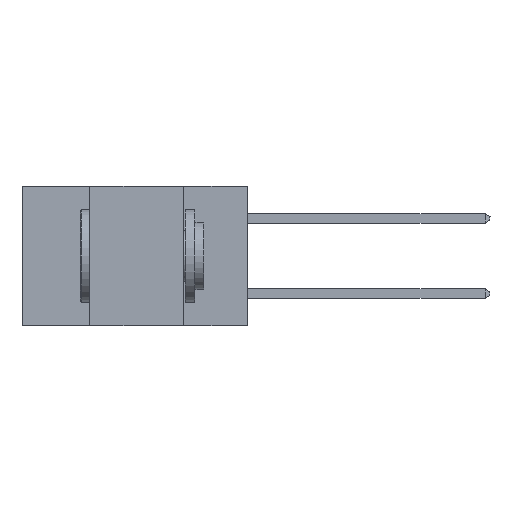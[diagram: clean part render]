
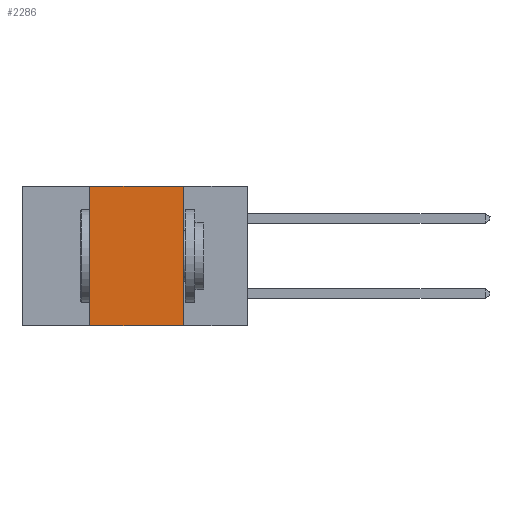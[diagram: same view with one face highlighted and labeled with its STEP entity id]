
A CAD part, left-side view. The second image highlights one B-rep face of the part: STEP entity #2286.
In plain terms, the highlighted planar face has unit normal (-1, 0, 0).
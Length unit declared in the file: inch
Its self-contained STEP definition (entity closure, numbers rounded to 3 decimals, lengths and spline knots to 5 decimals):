
#223 = LINE ( 'NONE', #4394, #16298 ) ;
#465 = ORIENTED_EDGE ( 'NONE', *, *, #13986, .F. ) ;
#492 = VECTOR ( 'NONE', #3961, 39.37008 ) ;
#1349 = CARTESIAN_POINT ( 'NONE',  ( 0., 0.42, -0.37 ) ) ;
#2286 = ADVANCED_FACE ( 'NONE', ( #7904 ), #3704, .F. ) ;
#2550 = CARTESIAN_POINT ( 'NONE',  ( 0., 0.6, 0. ) ) ;
#3337 = VERTEX_POINT ( 'NONE', #1349 ) ;
#3704 = PLANE ( 'NONE',  #7628 ) ;
#3961 = DIRECTION ( 'NONE',  ( 0., 0., -1. ) ) ;
#3991 = VECTOR ( 'NONE', #4571, 39.37008 ) ;
#4342 = CARTESIAN_POINT ( 'NONE',  ( 0., 0.42, 0. ) ) ;
#4394 = CARTESIAN_POINT ( 'NONE',  ( 0., 0.6, 0. ) ) ;
#4571 = DIRECTION ( 'NONE',  ( 0., -1., 0. ) ) ;
#4761 = LINE ( 'NONE', #17029, #3991 ) ;
#5207 = VERTEX_POINT ( 'NONE', #6771 ) ;
#6003 = CARTESIAN_POINT ( 'NONE',  ( 0., 0.42, -0.37 ) ) ;
#6771 = CARTESIAN_POINT ( 'NONE',  ( 0., 0.17, 0. ) ) ;
#6923 = CARTESIAN_POINT ( 'NONE',  ( 0., 0.17, -0.37 ) ) ;
#7067 = DIRECTION ( 'NONE',  ( 0., -1., 0. ) ) ;
#7628 = AXIS2_PLACEMENT_3D ( 'NONE', #2550, #11735, #17147 ) ;
#7704 = EDGE_CURVE ( 'NONE', #3337, #8539, #12941, .T. ) ;
#7904 = FACE_OUTER_BOUND ( 'NONE', #8984, .T. ) ;
#8539 = VERTEX_POINT ( 'NONE', #4342 ) ;
#8827 = ORIENTED_EDGE ( 'NONE', *, *, #15309, .T. ) ;
#8984 = EDGE_LOOP ( 'NONE', ( #465, #13050, #12955, #8827 ) ) ;
#10124 = VERTEX_POINT ( 'NONE', #6923 ) ;
#10396 = EDGE_CURVE ( 'NONE', #8539, #5207, #223, .T. ) ;
#11487 = VECTOR ( 'NONE', #15595, 39.37008 ) ;
#11735 = DIRECTION ( 'NONE',  ( 1., 0., 0. ) ) ;
#12941 = LINE ( 'NONE', #6003, #11487 ) ;
#12955 = ORIENTED_EDGE ( 'NONE', *, *, #7704, .F. ) ;
#13050 = ORIENTED_EDGE ( 'NONE', *, *, #10396, .F. ) ;
#13986 = EDGE_CURVE ( 'NONE', #5207, #10124, #14462, .T. ) ;
#14462 = LINE ( 'NONE', #14724, #492 ) ;
#14724 = CARTESIAN_POINT ( 'NONE',  ( 0., 0.17, -0.37 ) ) ;
#15309 = EDGE_CURVE ( 'NONE', #3337, #10124, #4761, .T. ) ;
#15595 = DIRECTION ( 'NONE',  ( 0., 0., 1. ) ) ;
#16298 = VECTOR ( 'NONE', #7067, 39.37008 ) ;
#17029 = CARTESIAN_POINT ( 'NONE',  ( 0., 0.6, -0.37 ) ) ;
#17147 = DIRECTION ( 'NONE',  ( 0., 0., -1. ) ) ;
